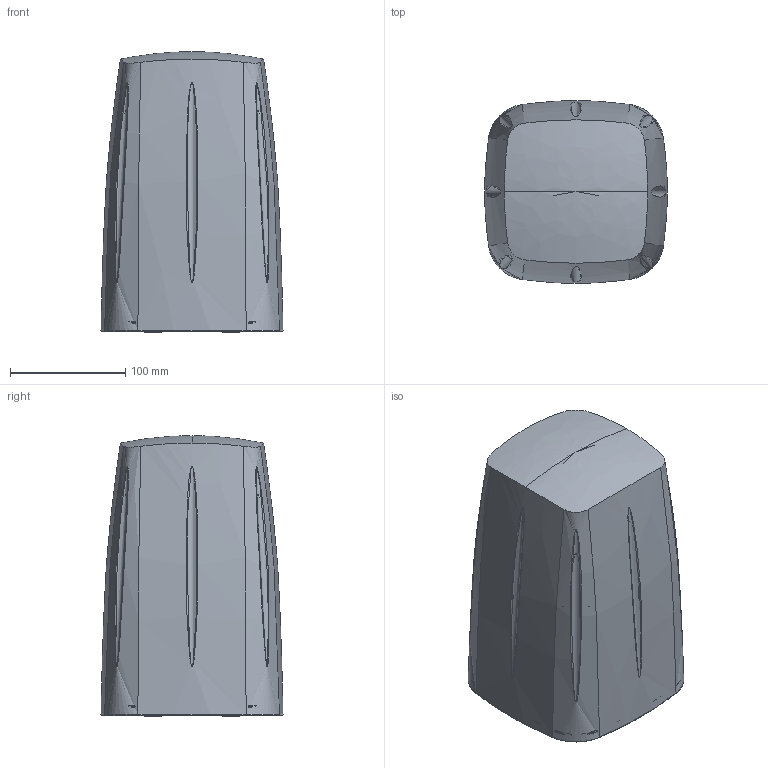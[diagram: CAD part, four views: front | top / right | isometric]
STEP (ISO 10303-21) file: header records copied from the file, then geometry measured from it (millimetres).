
FILE_DESCRIPTION(/* description */ ('Obudowa WiSpot','CAx-IF Rec.Pracs.---Representation and Presentation of Product Manufacturing Information (PMI)---4.0---2014-10-13'),/* implementation_level */ '2;1');
FILE_NAME(/* name */ 'WiSpot.stp',/* time_stamp */ '2020-04-28T15:20:08+02:00',/* author */ ('Admin'),/* organization */ ('Wireless Instruments'),/* preprocessor_version */ 'ST-DEVELOPER v18',/* originating_system */ 'Autodesk Inventor 2020',/* authorisation */ '');
FILE_SCHEMA (('AP242_MANAGED_MODEL_BASED_3D_ENGINEERING_MIM_LF { 1 0 10303 442 1 1 4 }'));
Products named in the file (6): WI-OBD-0329; WI-OBD-0139; WI-OBD-0140; WI-OBD-0138; WI-MET-0268; WI-OBD-0256
Assembly tree (11 placements, depth 2):
  WI-OBD-0329
    WI-OBD-0139
    WI-OBD-0140
    WI-OBD-0138
    WI-MET-0268  x4
    WI-OBD-0256  x4
Bounding box: 157.95 x 157.95 x 243 mm (x, y, z)
Volume: 487299.3 mm3; surface area: 365240.9 mm2
Topology: 15 solids, 15 shells, 1253 faces, 3367 edges, 2206 vertices
Faces by surface type: plane 480, bspline 401, cylinder 193, cone 157, torus 22
Full cylindrical faces by diameter (mm): 2.2 x4, 3.1 x4, 3.434 x64, 3.571 x4, 4 x4, 4.1 x4, 4.917 x8, 8 x12, 8.4 x4, 8.6 x8
Entity records: 52327 total; most frequent: CARTESIAN_POINT 28614, ORIENTED_EDGE 5650, DIRECTION 4054, EDGE_CURVE 2825, VERTEX_POINT 1846, AXIS2_PLACEMENT_3D 1620, EDGE_LOOP 1125, FACE_OUTER_BOUND 1046
